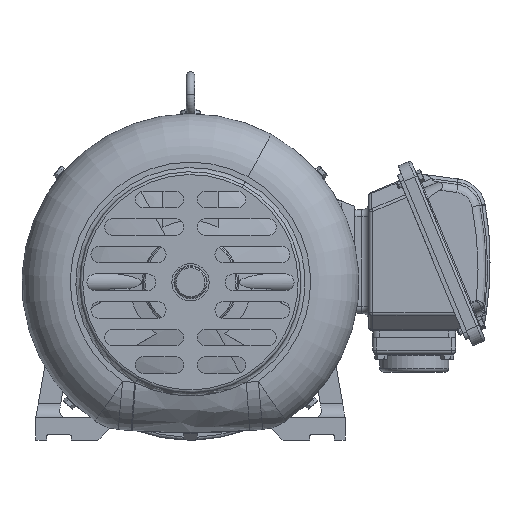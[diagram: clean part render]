
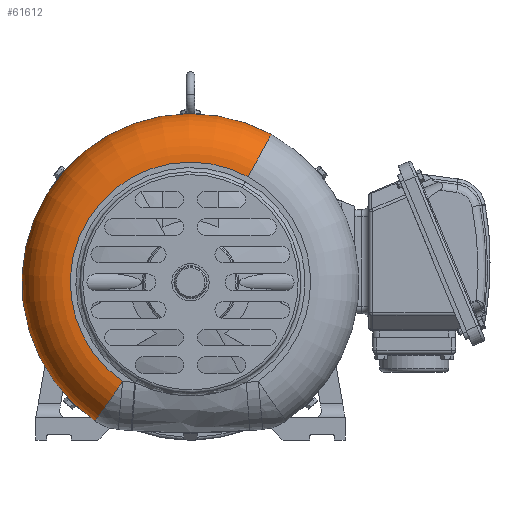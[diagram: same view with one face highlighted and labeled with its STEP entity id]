
A CAD part, front view. The second image highlights one B-rep face of the part: STEP entity #61612.
In plain terms, the highlighted toroidal (fillet/blend) face has major radius 87 mm and minor radius 35 mm.
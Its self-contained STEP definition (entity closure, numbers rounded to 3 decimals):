
#61135=CARTESIAN_POINT('Vertex',(58.49,-255.,107.065)) ;
#61313=CARTESIAN_POINT('Axis2P3D Location',(0.,-255.,0.)) ;
#61317=CARTESIAN_POINT('Vertex',(-68.94,-255.,-100.654)) ;
#61465=CARTESIAN_POINT('Axis2P3D Location',(0.,-255.,0.)) ;
#61470=CARTESIAN_POINT('Axis2P3D Location',(41.71,-255.,76.35)) ;
#61474=CARTESIAN_POINT('Vertex',(41.71,-290.,76.35)) ;
#61594=CARTESIAN_POINT('Axis2P3D Location',(0.,-290.,0.)) ;
#61598=CARTESIAN_POINT('Vertex',(-49.162,-290.,-71.778)) ;
#61601=CARTESIAN_POINT('Axis2P3D Location',(-49.162,-255.,-71.778)) ;
#61314=DIRECTION('Axis2P3D Direction',(-0.,1.,0.)) ;
#61466=DIRECTION('Axis2P3D Direction',(0.,1.,0.)) ;
#61467=DIRECTION('Axis2P3D XDirection',(0.479,0.,0.878)) ;
#61471=DIRECTION('Axis2P3D Direction',(-0.878,0.,0.479)) ;
#61595=DIRECTION('Axis2P3D Direction',(-0.,1.,0.)) ;
#61602=DIRECTION('Axis2P3D Direction',(0.825,0.,-0.565)) ;
#61315=AXIS2_PLACEMENT_3D('Circle Axis2P3D',#61313,#61314,$) ;
#61468=AXIS2_PLACEMENT_3D('Torus Axis2P3D',#61465,#61466,#61467) ;
#61472=AXIS2_PLACEMENT_3D('Circle Axis2P3D',#61470,#61471,$) ;
#61596=AXIS2_PLACEMENT_3D('Circle Axis2P3D',#61594,#61595,$) ;
#61603=AXIS2_PLACEMENT_3D('Circle Axis2P3D',#61601,#61602,$) ;
#61607=ORIENTED_EDGE('',*,*,#61600,.T.) ;
#61608=ORIENTED_EDGE('',*,*,#61476,.F.) ;
#61609=ORIENTED_EDGE('',*,*,#61319,.F.) ;
#61610=ORIENTED_EDGE('',*,*,#61605,.T.) ;
#61612=ADVANCED_FACE('PartBody',(#61611),#61469,.T.) ;
#61316=CIRCLE('generated circle',#61315,122.) ;
#61473=CIRCLE('generated circle',#61472,35.) ;
#61597=CIRCLE('generated circle',#61596,87.) ;
#61604=CIRCLE('generated circle',#61603,35.) ;
#61469=TOROIDAL_SURFACE('homeo Torus',#61468,87.,35.) ;
#61319=EDGE_CURVE('',#61318,#61136,#61316,.T.) ;
#61476=EDGE_CURVE('',#61136,#61475,#61473,.F.) ;
#61600=EDGE_CURVE('',#61599,#61475,#61597,.T.) ;
#61605=EDGE_CURVE('',#61318,#61599,#61604,.F.) ;
#61606=EDGE_LOOP('',(#61607,#61608,#61609,#61610)) ;
#61611=FACE_OUTER_BOUND('',#61606,.T.) ;
#61136=VERTEX_POINT('',#61135) ;
#61318=VERTEX_POINT('',#61317) ;
#61475=VERTEX_POINT('',#61474) ;
#61599=VERTEX_POINT('',#61598) ;
